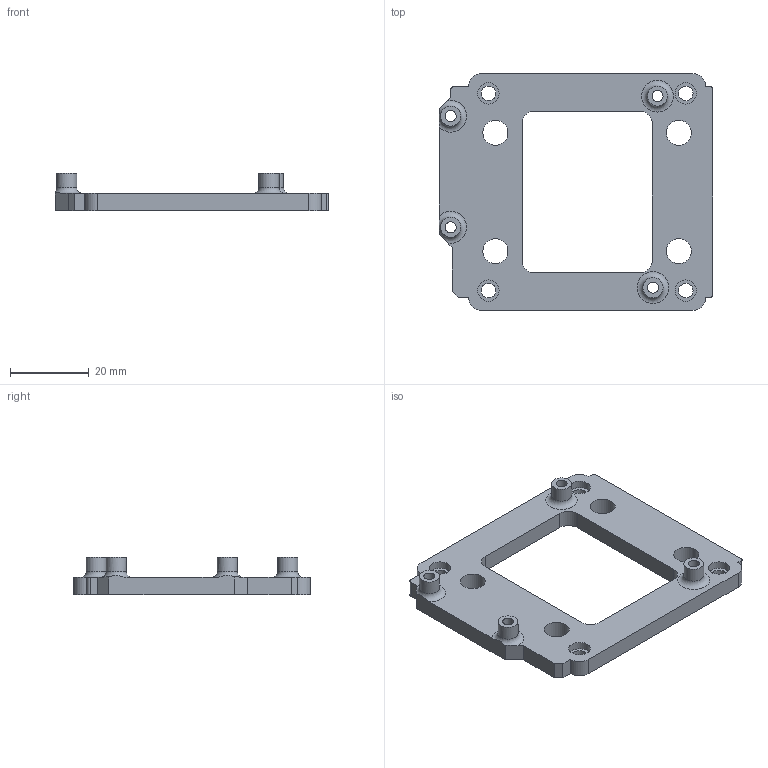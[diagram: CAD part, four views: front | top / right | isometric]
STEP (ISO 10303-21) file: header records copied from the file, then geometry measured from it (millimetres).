
FILE_DESCRIPTION(/* description */ (''),/* implementation_level */ '2;1');
FILE_NAME(/* name */ 'Cole''s Documents/Products/MaP/Design Files/Assembly Files/MaP-UNO-Adapter-Screws v2.step',/* time_stamp */ '2017-06-23T16:34:05-07:00',/* author */ (''),/* organization */ (''),/* preprocessor_version */ 'ST-DEVELOPER v16.13',/* originating_system */ 'Autodesk Translation Framework v6.1.1.50',/* authorisation */ '');
FILE_SCHEMA (('AUTOMOTIVE_DESIGN { 1 0 10303 214 3 1 1 }'));
Length unit declared in the file: millimetre
Products named in the file (1): MaP-UNO-Adapter-Screws v2
Bounding box: 69.3 x 59.97 x 9.53 mm (x, y, z)
Volume: 11173.7 mm3; surface area: 7919.9 mm2
Topology: 1 solids, 1 shells, 66 faces, 174 edges, 116 vertices
Faces by surface type: cylinder 31, plane 31, torus 4
Full cylindrical faces by diameter (mm): 2.8 x4, 3.7 x4, 5.08 x4, 5.4 x4, 6.35 x4
Entity records: 1988 total; most frequent: CARTESIAN_POINT 353, DIRECTION 340, ORIENTED_EDGE 288, EDGE_CURVE 144, AXIS2_PLACEMENT_3D 133, EDGE_LOOP 122, VERTEX_POINT 110, LINE 74
